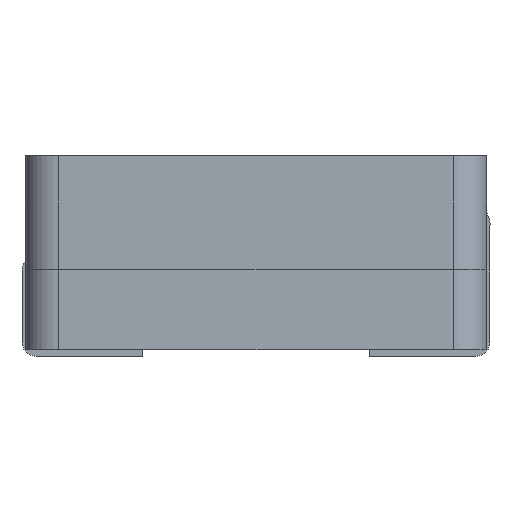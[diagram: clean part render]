
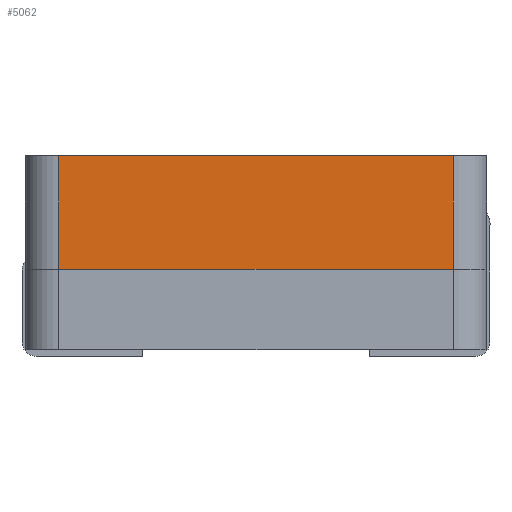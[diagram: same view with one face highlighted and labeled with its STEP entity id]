
A CAD part, front view. The second image highlights one B-rep face of the part: STEP entity #5062.
In plain terms, the highlighted face is planar.
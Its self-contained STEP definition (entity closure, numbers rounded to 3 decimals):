
#894=ORIENTED_EDGE('',*,*,#1766,.T.);
#895=ORIENTED_EDGE('',*,*,#1767,.F.);
#896=ORIENTED_EDGE('',*,*,#1768,.F.);
#897=ORIENTED_EDGE('',*,*,#1769,.T.);
#1766=EDGE_CURVE('',#2208,#2209,#2504,.T.);
#1767=EDGE_CURVE('',#2210,#2209,#2505,.T.);
#1768=EDGE_CURVE('',#2211,#2210,#2506,.T.);
#1769=EDGE_CURVE('',#2211,#2208,#2507,.T.);
#2208=VERTEX_POINT('',#7901);
#2209=VERTEX_POINT('',#7902);
#2210=VERTEX_POINT('',#7904);
#2211=VERTEX_POINT('',#7906);
#2504=LINE('',#7900,#2806);
#2505=LINE('',#7903,#2807);
#2506=LINE('',#7905,#2808);
#2507=LINE('',#7907,#2809);
#2806=VECTOR('',#5795,1000.);
#2807=VECTOR('',#5796,1000.);
#2808=VECTOR('',#5797,1000.);
#2809=VECTOR('',#5798,1000.);
#3095=EDGE_LOOP('',(#894,#895,#896,#897));
#3343=FACE_BOUND('',#3095,.T.);
#3549=PLANE('',#5281);
#5062=ADVANCED_FACE('',(#3343),#3549,.F.);
#5281=AXIS2_PLACEMENT_3D('',#7899,#5793,#5794);
#5793=DIRECTION('',(1.,0.,0.));
#5794=DIRECTION('',(0.,1.,0.));
#5795=DIRECTION('',(0.,-1.,0.));
#5796=DIRECTION('',(0.,0.,-1.));
#5797=DIRECTION('',(0.,-1.,0.));
#5798=DIRECTION('',(0.,0.,-1.));
#7899=CARTESIAN_POINT('',(-3.45,2.95,1.7));
#7900=CARTESIAN_POINT('',(-3.45,2.95,0.));
#7901=CARTESIAN_POINT('',(-3.45,2.95,0.));
#7902=CARTESIAN_POINT('',(-3.45,-2.95,0.));
#7903=CARTESIAN_POINT('',(-3.45,-2.95,1.7));
#7904=CARTESIAN_POINT('',(-3.45,-2.95,1.7));
#7905=CARTESIAN_POINT('',(-3.45,2.95,1.7));
#7906=CARTESIAN_POINT('',(-3.45,2.95,1.7));
#7907=CARTESIAN_POINT('',(-3.45,2.95,1.7));
